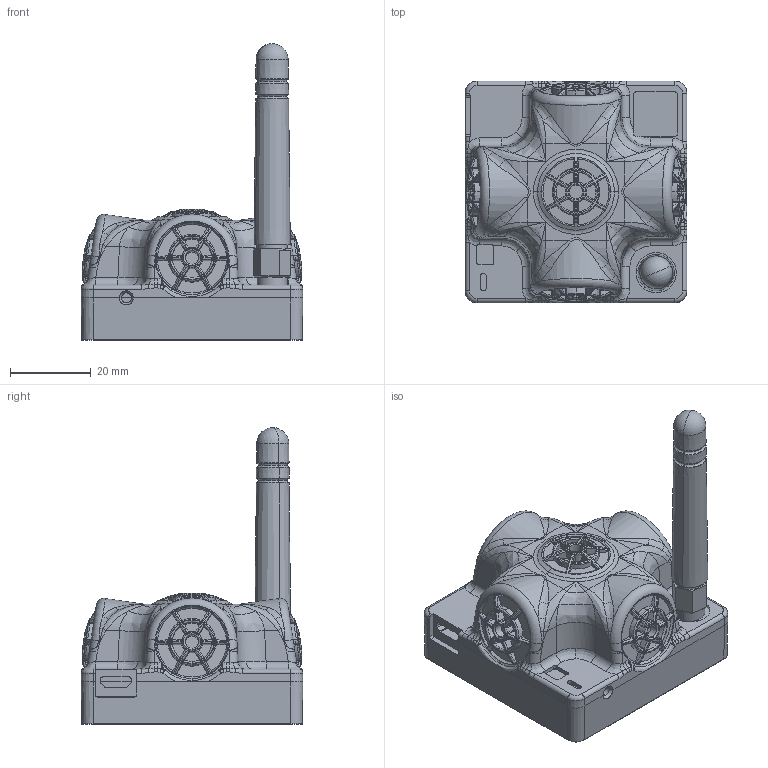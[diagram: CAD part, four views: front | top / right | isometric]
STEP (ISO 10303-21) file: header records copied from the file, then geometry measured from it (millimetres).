
FILE_DESCRIPTION (( 'STEP AP203' ), '1' );
FILE_NAME ('ìàÿê-ôîðìà.STEP', '2018-07-09T15:10:19', ( 'âë' ), ( '' ), 'SwSTEP 2.0', 'SolidWorks 2015', '' );
FILE_SCHEMA (( 'CONFIG_CONTROL_DESIGN' ));
Length unit declared in the file: millimetre
Products named in the file (1): ìàÿê-ôîðìà
Bounding box: 55.1 x 55.1 x 73.7 mm (x, y, z)
Surface area: 15875.5 mm2 (no closed solid volume)
Topology: 0 solids, 1 shells, 1767 faces, 4445 edges, 2551 vertices
Faces by surface type: bspline 809, torus 330, plane 303, cone 170, cylinder 135, sphere 20
Entity records: 69591 total; most frequent: CARTESIAN_POINT 34551, ORIENTED_EDGE 8570, DIRECTION 5829, EDGE_CURVE 4285, AXIS2_PLACEMENT_3D 2653, VERTEX_POINT 2551, B_SPLINE_CURVE_WITH_KNOTS 1984, EDGE_LOOP 1808
